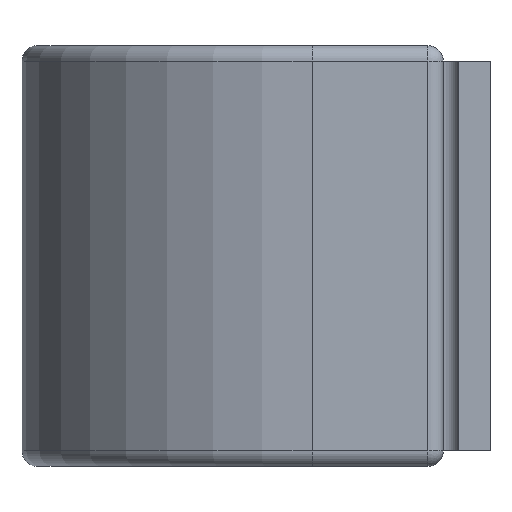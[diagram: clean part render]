
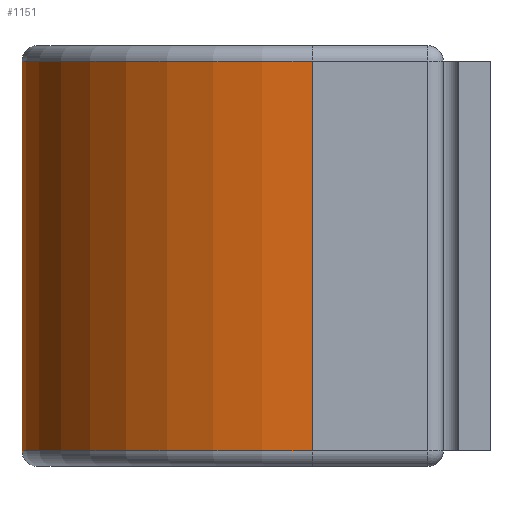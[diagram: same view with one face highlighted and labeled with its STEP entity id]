
A CAD part, left-side view. The second image highlights one B-rep face of the part: STEP entity #1151.
In plain terms, the highlighted cylindrical face has radius 14.224 mm (diameter 28.448 mm), a partial arc.
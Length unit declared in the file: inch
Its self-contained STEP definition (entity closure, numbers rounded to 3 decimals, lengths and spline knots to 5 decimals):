
#88 = VERTEX_POINT ( 'NONE', #1948 ) ;
#286 = VECTOR ( 'NONE', #1012, 39.37008 ) ;
#319 = AXIS2_PLACEMENT_3D ( 'NONE', #763, #1813, #942 ) ;
#332 = LINE ( 'NONE', #859, #286 ) ;
#408 = VERTEX_POINT ( 'NONE', #454 ) ;
#454 = CARTESIAN_POINT ( 'NONE',  ( 0.845, 0.34325, -0.37625 ) ) ;
#626 = CIRCLE ( 'NONE', #1149, 0.56 ) ;
#640 = ORIENTED_EDGE ( 'NONE', *, *, #698, .F. ) ;
#687 = ORIENTED_EDGE ( 'NONE', *, *, #741, .T. ) ;
#698 = EDGE_CURVE ( 'NONE', #896, #1318, #803, .T. ) ;
#708 = DIRECTION ( 'NONE',  ( 0., 0., 1. ) ) ;
#741 = EDGE_CURVE ( 'NONE', #896, #408, #1404, .T. ) ;
#763 = CARTESIAN_POINT ( 'NONE',  ( 1.405, 0.34325, 0.375 ) ) ;
#798 = CYLINDRICAL_SURFACE ( 'NONE', #319, 0.56 ) ;
#803 = LINE ( 'NONE', #1772, #1231 ) ;
#842 = DIRECTION ( 'NONE',  ( 0., 0., 1. ) ) ;
#844 = CARTESIAN_POINT ( 'NONE',  ( 1.965, 0.34325, 0.37625 ) ) ;
#859 = CARTESIAN_POINT ( 'NONE',  ( 0.845, 0.34325, -0.37625 ) ) ;
#896 = VERTEX_POINT ( 'NONE', #1334 ) ;
#909 = CARTESIAN_POINT ( 'NONE',  ( 1.405, 0.34325, 0.37625 ) ) ;
#918 = ORIENTED_EDGE ( 'NONE', *, *, #993, .F. ) ;
#942 = DIRECTION ( 'NONE',  ( 1., 0., 0. ) ) ;
#993 = EDGE_CURVE ( 'NONE', #1318, #88, #626, .T. ) ;
#1012 = DIRECTION ( 'NONE',  ( 0., 0., 1. ) ) ;
#1055 = DIRECTION ( 'NONE',  ( 1., 0., 0. ) ) ;
#1113 = ORIENTED_EDGE ( 'NONE', *, *, #1598, .T. ) ;
#1149 = AXIS2_PLACEMENT_3D ( 'NONE', #909, #1926, #1055 ) ;
#1151 = ADVANCED_FACE ( 'NONE', ( #1426 ), #798, .T. ) ;
#1231 = VECTOR ( 'NONE', #708, 39.37008 ) ;
#1318 = VERTEX_POINT ( 'NONE', #844 ) ;
#1334 = CARTESIAN_POINT ( 'NONE',  ( 1.965, 0.34325, -0.37625 ) ) ;
#1404 = CIRCLE ( 'NONE', #1762, 0.56 ) ;
#1421 = EDGE_LOOP ( 'NONE', ( #640, #687, #1113, #918 ) ) ;
#1426 = FACE_OUTER_BOUND ( 'NONE', #1421, .T. ) ;
#1554 = CARTESIAN_POINT ( 'NONE',  ( 1.405, 0.34325, -0.37625 ) ) ;
#1598 = EDGE_CURVE ( 'NONE', #408, #88, #332, .T. ) ;
#1762 = AXIS2_PLACEMENT_3D ( 'NONE', #1554, #842, #1877 ) ;
#1772 = CARTESIAN_POINT ( 'NONE',  ( 1.965, 0.34325, -0.37625 ) ) ;
#1813 = DIRECTION ( 'NONE',  ( 0., 0., 1. ) ) ;
#1877 = DIRECTION ( 'NONE',  ( 1., 0., 0. ) ) ;
#1926 = DIRECTION ( 'NONE',  ( 0., 0., 1. ) ) ;
#1948 = CARTESIAN_POINT ( 'NONE',  ( 0.845, 0.34325, 0.37625 ) ) ;
